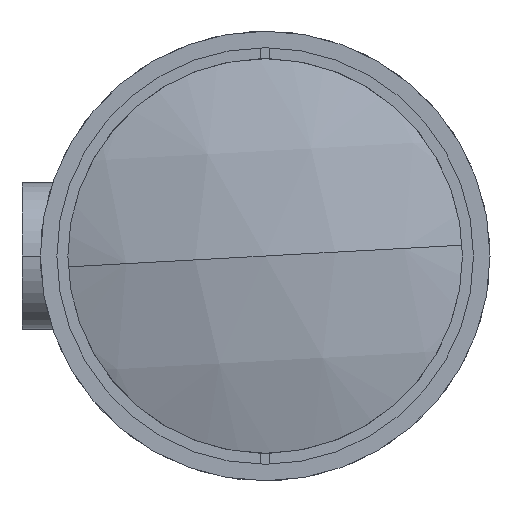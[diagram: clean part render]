
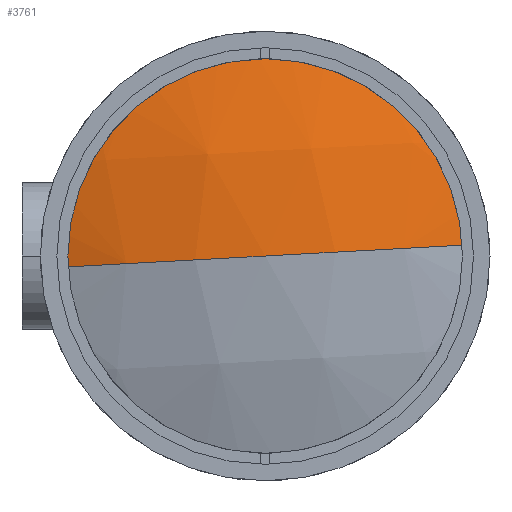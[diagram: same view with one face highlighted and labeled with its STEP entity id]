
A CAD part, left-side view. The second image highlights one B-rep face of the part: STEP entity #3761.
In plain terms, the highlighted spherical face has radius 65.687 mm.
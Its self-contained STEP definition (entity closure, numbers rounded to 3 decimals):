
#127 = ORIENTED_EDGE ( 'NONE', *, *, #1507, .T. ) ;
#150 = DIRECTION ( 'NONE',  ( -1., 0., 0. ) ) ;
#297 = DIRECTION ( 'NONE',  ( 0., 0.055, 0.998 ) ) ;
#447 = ORIENTED_EDGE ( 'NONE', *, *, #2352, .T. ) ;
#654 = EDGE_CURVE ( 'NONE', #2415, #2135, #2479, .T. ) ;
#995 = AXIS2_PLACEMENT_3D ( 'NONE', #2042, #297, #2345 ) ;
#1309 = SPHERICAL_SURFACE ( 'NONE', #3743, 65.687 ) ;
#1422 = DIRECTION ( 'NONE',  ( 0., -0.055, -0.998 ) ) ;
#1507 = EDGE_CURVE ( 'NONE', #2415, #2900, #1764, .T. ) ;
#1516 = AXIS2_PLACEMENT_3D ( 'NONE', #3151, #1422, #3437 ) ;
#1764 = CIRCLE ( 'NONE', #3226, 22.5 ) ;
#1776 = DIRECTION ( 'NONE',  ( 0., 0.055, 0.998 ) ) ;
#1789 = CARTESIAN_POINT ( 'NONE',  ( 6.974, -22.466, 1.236 ) ) ;
#1863 = CARTESIAN_POINT ( 'NONE',  ( 3., 0., 0. ) ) ;
#1910 = CARTESIAN_POINT ( 'NONE',  ( 6.974, 0., 0. ) ) ;
#2042 = CARTESIAN_POINT ( 'NONE',  ( 68.687, 0., 0. ) ) ;
#2055 = DIRECTION ( 'NONE',  ( 0., -0.998, 0.055 ) ) ;
#2135 = VERTEX_POINT ( 'NONE', #1863 ) ;
#2199 = DIRECTION ( 'NONE',  ( 0., 0.055, 0.998 ) ) ;
#2345 = DIRECTION ( 'NONE',  ( 0., -0.998, 0.055 ) ) ;
#2347 = CARTESIAN_POINT ( 'NONE',  ( 68.687, 0., 0. ) ) ;
#2352 = EDGE_CURVE ( 'NONE', #2900, #2135, #2801, .T. ) ;
#2415 = VERTEX_POINT ( 'NONE', #1789 ) ;
#2479 = CIRCLE ( 'NONE', #1516, 65.687 ) ;
#2801 = CIRCLE ( 'NONE', #995, 65.687 ) ;
#2900 = VERTEX_POINT ( 'NONE', #3143 ) ;
#2960 = FACE_OUTER_BOUND ( 'NONE', #3216, .T. ) ;
#3109 = ORIENTED_EDGE ( 'NONE', *, *, #654, .F. ) ;
#3143 = CARTESIAN_POINT ( 'NONE',  ( 6.974, 22.466, -1.236 ) ) ;
#3151 = CARTESIAN_POINT ( 'NONE',  ( 68.687, 0., 0. ) ) ;
#3216 = EDGE_LOOP ( 'NONE', ( #127, #447, #3109 ) ) ;
#3226 = AXIS2_PLACEMENT_3D ( 'NONE', #1910, #150, #2199 ) ;
#3437 = DIRECTION ( 'NONE',  ( 0., 0.998, -0.055 ) ) ;
#3743 = AXIS2_PLACEMENT_3D ( 'NONE', #2347, #1776, #2055 ) ;
#3761 = ADVANCED_FACE ( 'NONE', ( #2960 ), #1309, .T. ) ;
